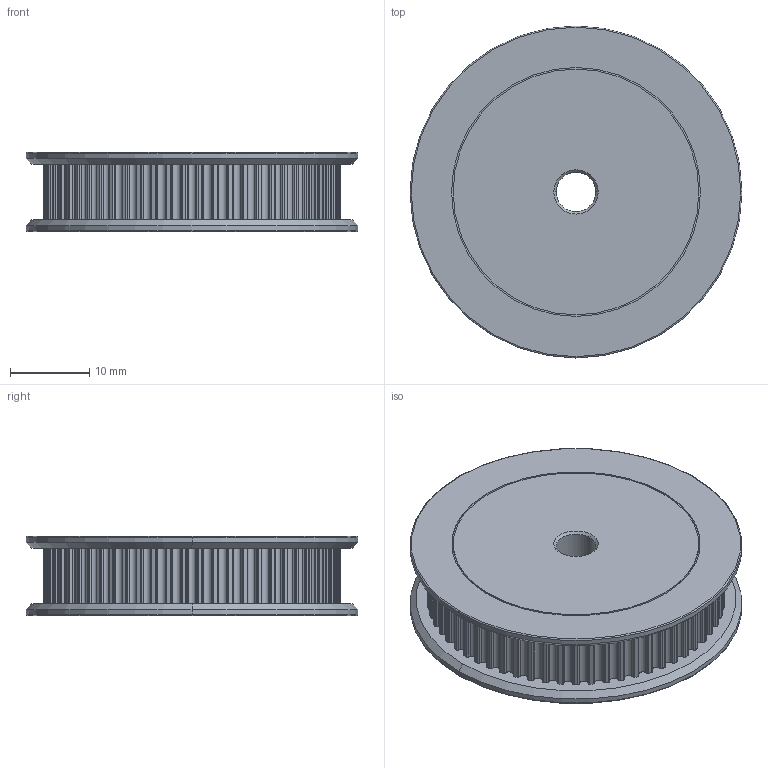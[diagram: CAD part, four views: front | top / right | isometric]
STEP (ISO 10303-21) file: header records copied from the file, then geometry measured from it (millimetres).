
FILE_DESCRIPTION (( 'STEP AP203' ), '1' );
FILE_NAME ('GT2_60T_mod.STEP', '2018-11-20T14:39:04', ( '' ), ( '' ), 'SwSTEP 2.0', 'SolidWorks 2017', '' );
FILE_SCHEMA (( 'CONFIG_CONTROL_DESIGN' ));
Length unit declared in the file: millimetre
Products named in the file (1): GT2_60T_mod
Bounding box: 42 x 42 x 10 mm (x, y, z)
Volume: 11386 mm3; surface area: 4984.1 mm2
Topology: 1 solids, 1 shells, 563 faces, 1661 edges, 1104 vertices
Faces by surface type: cylinder 427, plane 126, cone 6, torus 4
Entity records: 19304 total; most frequent: DIRECTION 3657, CARTESIAN_POINT 3329, ORIENTED_EDGE 3322, EDGE_CURVE 1661, AXIS2_PLACEMENT_3D 1432, VERTEX_POINT 1104, CIRCLE 868, VECTOR 793
